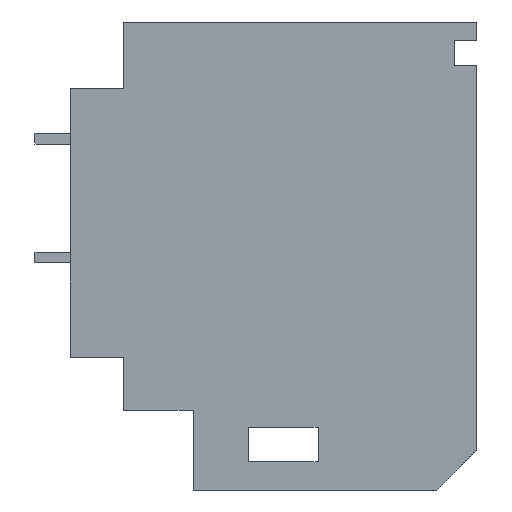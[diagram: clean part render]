
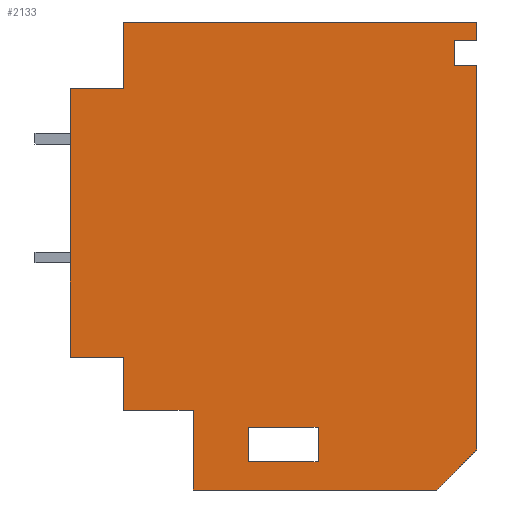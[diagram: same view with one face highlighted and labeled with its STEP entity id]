
A CAD part, left-side view. The second image highlights one B-rep face of the part: STEP entity #2133.
In plain terms, the highlighted planar face has unit normal (-1, 0, 0).
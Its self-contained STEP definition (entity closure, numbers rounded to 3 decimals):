
#22=DIRECTION('',(0.,-1.,0.));
#23=VECTOR('',#22,40.);
#24=CARTESIAN_POINT('',(0.,-26.5,-50.));
#25=LINE('',#24,#23);
#26=DIRECTION('',(0.,0.,-1.));
#27=VECTOR('',#26,50.);
#28=CARTESIAN_POINT('',(0.,-66.5,0.));
#29=LINE('',#28,#27);
#30=DIRECTION('',(0.,-1.,0.));
#31=VECTOR('',#30,265.);
#32=CARTESIAN_POINT('',(0.,-66.5,0.));
#33=LINE('',#32,#31);
#34=DIRECTION('',(0.,0.,-1.));
#35=VECTOR('',#34,13.565);
#36=CARTESIAN_POINT('',(0.,-331.5,0.));
#37=LINE('',#36,#35);
#38=DIRECTION('',(0.,1.,0.));
#39=VECTOR('',#38,16.945);
#40=CARTESIAN_POINT('',(0.,-331.5,-13.565));
#41=LINE('',#40,#39);
#42=DIRECTION('',(0.,0.,1.));
#43=VECTOR('',#42,19.382);
#44=CARTESIAN_POINT('',(0.,-314.555,-32.947));
#45=LINE('',#44,#43);
#46=DIRECTION('',(0.,1.,0.));
#47=VECTOR('',#46,16.945);
#48=CARTESIAN_POINT('',(0.,-331.5,-32.947));
#49=LINE('',#48,#47);
#50=DIRECTION('',(0.,0.,-1.));
#51=VECTOR('',#50,288.053);
#52=CARTESIAN_POINT('',(0.,-331.5,-32.947));
#53=LINE('',#52,#51);
#54=DIRECTION('',(0.,-0.707,0.707));
#55=VECTOR('',#54,42.426);
#56=CARTESIAN_POINT('',(0.,-301.5,-351.));
#57=LINE('',#56,#55);
#58=DIRECTION('',(0.,1.,0.));
#59=VECTOR('',#58,182.932);
#60=CARTESIAN_POINT('',(0.,-301.5,-351.));
#61=LINE('',#60,#59);
#62=DIRECTION('',(0.,0.,1.));
#63=VECTOR('',#62,59.652);
#64=CARTESIAN_POINT('',(0.,-118.568,-351.));
#65=LINE('',#64,#63);
#66=DIRECTION('',(0.,-1.,0.));
#67=VECTOR('',#66,52.068);
#68=CARTESIAN_POINT('',(0.,-66.5,-291.348));
#69=LINE('',#68,#67);
#70=DIRECTION('',(0.,0.,-1.));
#71=VECTOR('',#70,40.);
#72=CARTESIAN_POINT('',(0.,-66.5,-251.348));
#73=LINE('',#72,#71);
#74=DIRECTION('',(0.,-1.,0.));
#75=VECTOR('',#74,40.);
#76=CARTESIAN_POINT('',(0.,-26.5,-251.348));
#77=LINE('',#76,#75);
#78=DIRECTION('',(0.,0.,1.));
#79=VECTOR('',#78,25.742);
#80=CARTESIAN_POINT('',(0.,-160.198,-329.807));
#81=LINE('',#80,#79);
#82=DIRECTION('',(0.,1.,0.));
#83=VECTOR('',#82,52.068);
#84=CARTESIAN_POINT('',(0.,-212.266,-329.807));
#85=LINE('',#84,#83);
#86=DIRECTION('',(0.,0.,-1.));
#87=VECTOR('',#86,25.742);
#88=CARTESIAN_POINT('',(0.,-212.266,-304.065));
#89=LINE('',#88,#87);
#90=DIRECTION('',(0.,-1.,0.));
#91=VECTOR('',#90,52.068);
#92=CARTESIAN_POINT('',(0.,-160.198,-304.065));
#93=LINE('',#92,#91);
#166=DIRECTION('',(0.,0.,-1.));
#167=VECTOR('',#166,201.348);
#168=CARTESIAN_POINT('',(0.,-26.5,-50.));
#169=LINE('',#168,#167);
#1590=CARTESIAN_POINT('',(0.,-331.5,0.));
#1592=VERTEX_POINT('',#1590);
#1882=CARTESIAN_POINT('',(0.,-26.5,-50.));
#1883=CARTESIAN_POINT('',(0.,-66.5,-50.));
#1884=VERTEX_POINT('',#1882);
#1885=VERTEX_POINT('',#1883);
#1886=CARTESIAN_POINT('',(0.,-66.5,0.));
#1887=VERTEX_POINT('',#1886);
#1888=CARTESIAN_POINT('',(0.,-314.555,-32.947));
#1889=CARTESIAN_POINT('',(0.,-314.555,-13.565));
#1890=VERTEX_POINT('',#1888);
#1891=VERTEX_POINT('',#1889);
#1892=CARTESIAN_POINT('',(0.,-331.5,-13.565));
#1893=VERTEX_POINT('',#1892);
#1894=CARTESIAN_POINT('',(0.,-331.5,-32.947));
#1895=VERTEX_POINT('',#1894);
#1896=CARTESIAN_POINT('',(0.,-26.5,-251.348));
#1897=CARTESIAN_POINT('',(0.,-66.5,-251.348));
#1898=VERTEX_POINT('',#1896);
#1899=VERTEX_POINT('',#1897);
#1900=CARTESIAN_POINT('',(0.,-66.5,-291.348));
#1901=VERTEX_POINT('',#1900);
#1902=CARTESIAN_POINT('',(0.,-118.568,-291.348));
#1903=VERTEX_POINT('',#1902);
#1904=CARTESIAN_POINT('',(0.,-118.568,-351.));
#1905=VERTEX_POINT('',#1904);
#1906=CARTESIAN_POINT('',(0.,-301.5,-351.));
#1907=CARTESIAN_POINT('',(0.,-331.5,-321.));
#1908=VERTEX_POINT('',#1906);
#1909=VERTEX_POINT('',#1907);
#2070=CARTESIAN_POINT('',(0.,-160.198,-329.807));
#2071=CARTESIAN_POINT('',(0.,-160.198,-304.065));
#2072=VERTEX_POINT('',#2070);
#2073=VERTEX_POINT('',#2071);
#2074=CARTESIAN_POINT('',(0.,-212.266,-304.065));
#2075=VERTEX_POINT('',#2074);
#2076=CARTESIAN_POINT('',(0.,-212.266,-329.807));
#2077=VERTEX_POINT('',#2076);
#2086=CARTESIAN_POINT('',(0.,0.,0.));
#2087=DIRECTION('',(1.,0.,0.));
#2088=DIRECTION('',(0.,-1.,0.));
#2089=AXIS2_PLACEMENT_3D('',#2086,#2087,#2088);
#2090=PLANE('',#2089);
#2092=ORIENTED_EDGE('',*,*,#2091,.T.);
#2094=ORIENTED_EDGE('',*,*,#2093,.F.);
#2096=ORIENTED_EDGE('',*,*,#2095,.T.);
#2098=ORIENTED_EDGE('',*,*,#2097,.T.);
#2100=ORIENTED_EDGE('',*,*,#2099,.T.);
#2102=ORIENTED_EDGE('',*,*,#2101,.F.);
#2104=ORIENTED_EDGE('',*,*,#2103,.F.);
#2106=ORIENTED_EDGE('',*,*,#2105,.T.);
#2108=ORIENTED_EDGE('',*,*,#2107,.F.);
#2110=ORIENTED_EDGE('',*,*,#2109,.T.);
#2112=ORIENTED_EDGE('',*,*,#2111,.T.);
#2114=ORIENTED_EDGE('',*,*,#2113,.F.);
#2116=ORIENTED_EDGE('',*,*,#2115,.F.);
#2118=ORIENTED_EDGE('',*,*,#2117,.F.);
#2120=ORIENTED_EDGE('',*,*,#2119,.F.);
#2121=EDGE_LOOP('',(#2092,#2094,#2096,#2098,#2100,#2102,#2104,#2106,#2108,#2110,
#2112,#2114,#2116,#2118,#2120));
#2122=FACE_OUTER_BOUND('',#2121,.F.);
#2124=ORIENTED_EDGE('',*,*,#2123,.F.);
#2126=ORIENTED_EDGE('',*,*,#2125,.F.);
#2128=ORIENTED_EDGE('',*,*,#2127,.F.);
#2130=ORIENTED_EDGE('',*,*,#2129,.F.);
#2131=EDGE_LOOP('',(#2124,#2126,#2128,#2130));
#2132=FACE_BOUND('',#2131,.F.);
#2133=ADVANCED_FACE('',(#2122,#2132),#2090,.F.);
#2091=EDGE_CURVE('',#1884,#1885,#25,.T.);
#2093=EDGE_CURVE('',#1887,#1885,#29,.T.);
#2095=EDGE_CURVE('',#1887,#1592,#33,.T.);
#2097=EDGE_CURVE('',#1592,#1893,#37,.T.);
#2099=EDGE_CURVE('',#1893,#1891,#41,.T.);
#2101=EDGE_CURVE('',#1890,#1891,#45,.T.);
#2103=EDGE_CURVE('',#1895,#1890,#49,.T.);
#2105=EDGE_CURVE('',#1895,#1909,#53,.T.);
#2107=EDGE_CURVE('',#1908,#1909,#57,.T.);
#2109=EDGE_CURVE('',#1908,#1905,#61,.T.);
#2111=EDGE_CURVE('',#1905,#1903,#65,.T.);
#2113=EDGE_CURVE('',#1901,#1903,#69,.T.);
#2115=EDGE_CURVE('',#1899,#1901,#73,.T.);
#2117=EDGE_CURVE('',#1898,#1899,#77,.T.);
#2119=EDGE_CURVE('',#1884,#1898,#169,.T.);
#2123=EDGE_CURVE('',#2072,#2073,#81,.T.);
#2125=EDGE_CURVE('',#2077,#2072,#85,.T.);
#2127=EDGE_CURVE('',#2075,#2077,#89,.T.);
#2129=EDGE_CURVE('',#2073,#2075,#93,.T.);
